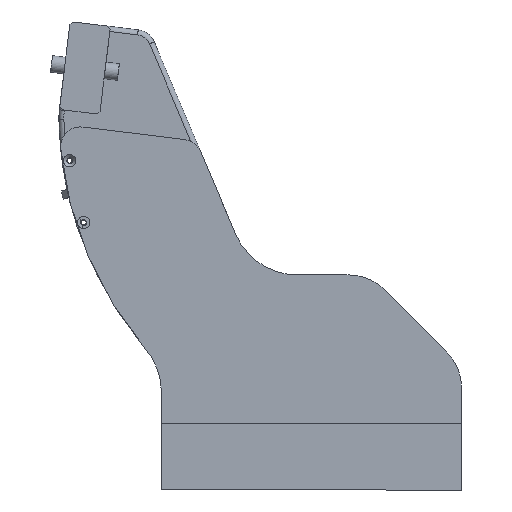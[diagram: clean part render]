
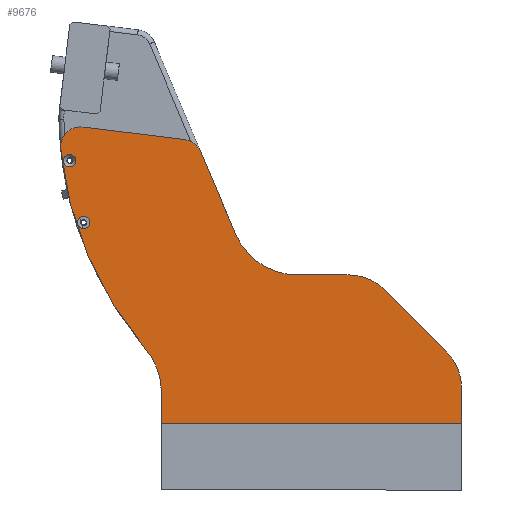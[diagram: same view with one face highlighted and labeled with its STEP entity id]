
A CAD part, left-side view. The second image highlights one B-rep face of the part: STEP entity #9676.
In plain terms, the highlighted planar face has unit normal (-1, 0, 0).
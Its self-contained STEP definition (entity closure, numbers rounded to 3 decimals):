
#218=FACE_BOUND('',#1366,.T.);
#219=FACE_BOUND('',#1367,.T.);
#374=PLANE('',#10489);
#777=FACE_OUTER_BOUND('',#1365,.T.);
#1365=EDGE_LOOP('',(#6935,#6936,#6937,#6938,#6939,#6940,#6941,#6942,#6943,
#6944,#6945,#6946,#6947,#6948));
#1366=EDGE_LOOP('',(#6949));
#1367=EDGE_LOOP('',(#6950));
#2049=LINE('',#14637,#3040);
#2053=LINE('',#14646,#3044);
#2056=LINE('',#14654,#3047);
#2067=LINE('',#14682,#3058);
#2087=LINE('',#14733,#3078);
#2103=LINE('',#14771,#3094);
#2104=LINE('',#14775,#3095);
#3040=VECTOR('',#11609,10.);
#3044=VECTOR('',#11619,10.);
#3047=VECTOR('',#11628,10.);
#3058=VECTOR('',#11653,10.);
#3078=VECTOR('',#11699,10.);
#3094=VECTOR('',#11733,10.);
#3095=VECTOR('',#11736,10.);
#4015=CIRCLE('',#10456,40.);
#4016=CIRCLE('',#10459,12.);
#4017=CIRCLE('',#10462,12.);
#4018=CIRCLE('',#10464,220.);
#4019=CIRCLE('',#10466,40.);
#4028=CIRCLE('',#10488,3.7);
#4029=CIRCLE('',#10490,30.);
#4030=CIRCLE('',#10491,30.);
#4031=CIRCLE('',#10492,3.7);
#4433=VERTEX_POINT('',#14634);
#4434=VERTEX_POINT('',#14636);
#4435=VERTEX_POINT('',#14640);
#4436=VERTEX_POINT('',#14644);
#4437=VERTEX_POINT('',#14648);
#4438=VERTEX_POINT('',#14652);
#4439=VERTEX_POINT('',#14656);
#4440=VERTEX_POINT('',#14660);
#4441=VERTEX_POINT('',#14664);
#4448=VERTEX_POINT('',#14680);
#4466=VERTEX_POINT('',#14731);
#4478=VERTEX_POINT('',#14766);
#4479=VERTEX_POINT('',#14770);
#4480=VERTEX_POINT('',#14772);
#4481=VERTEX_POINT('',#14774);
#4482=VERTEX_POINT('',#14777);
#5371=EDGE_CURVE('',#4433,#4434,#2049,.T.);
#5374=EDGE_CURVE('',#4435,#4433,#4015,.T.);
#5376=EDGE_CURVE('',#4436,#4435,#2053,.T.);
#5378=EDGE_CURVE('',#4437,#4436,#4016,.T.);
#5380=EDGE_CURVE('',#4437,#4438,#2056,.T.);
#5382=EDGE_CURVE('',#4439,#4438,#4017,.T.);
#5384=EDGE_CURVE('',#4439,#4440,#4018,.T.);
#5386=EDGE_CURVE('',#4441,#4440,#4019,.T.);
#5394=EDGE_CURVE('',#4448,#4441,#2067,.T.);
#5420=EDGE_CURVE('',#4448,#4466,#2087,.T.);
#5437=EDGE_CURVE('',#4478,#4478,#4028,.T.);
#5439=EDGE_CURVE('',#4466,#4479,#2103,.T.);
#5440=EDGE_CURVE('',#4480,#4479,#4029,.T.);
#5441=EDGE_CURVE('',#4481,#4480,#2104,.T.);
#5442=EDGE_CURVE('',#4434,#4481,#4030,.T.);
#5443=EDGE_CURVE('',#4482,#4482,#4031,.T.);
#6935=ORIENTED_EDGE('',*,*,#5378,.F.);
#6936=ORIENTED_EDGE('',*,*,#5380,.T.);
#6937=ORIENTED_EDGE('',*,*,#5382,.F.);
#6938=ORIENTED_EDGE('',*,*,#5384,.T.);
#6939=ORIENTED_EDGE('',*,*,#5386,.F.);
#6940=ORIENTED_EDGE('',*,*,#5394,.F.);
#6941=ORIENTED_EDGE('',*,*,#5420,.T.);
#6942=ORIENTED_EDGE('',*,*,#5439,.T.);
#6943=ORIENTED_EDGE('',*,*,#5440,.F.);
#6944=ORIENTED_EDGE('',*,*,#5441,.F.);
#6945=ORIENTED_EDGE('',*,*,#5442,.F.);
#6946=ORIENTED_EDGE('',*,*,#5371,.F.);
#6947=ORIENTED_EDGE('',*,*,#5374,.F.);
#6948=ORIENTED_EDGE('',*,*,#5376,.F.);
#6949=ORIENTED_EDGE('',*,*,#5443,.F.);
#6950=ORIENTED_EDGE('',*,*,#5437,.F.);
#9676=ADVANCED_FACE('',(#777,#218,#219),#374,.T.);
#10456=AXIS2_PLACEMENT_3D('',#14642,#11614,#11615);
#10459=AXIS2_PLACEMENT_3D('',#14650,#11623,#11624);
#10462=AXIS2_PLACEMENT_3D('',#14658,#11632,#11633);
#10464=AXIS2_PLACEMENT_3D('',#14662,#11637,#11638);
#10466=AXIS2_PLACEMENT_3D('',#14666,#11642,#11643);
#10488=AXIS2_PLACEMENT_3D('',#14767,#11728,#11729);
#10489=AXIS2_PLACEMENT_3D('',#14769,#11731,#11732);
#10490=AXIS2_PLACEMENT_3D('',#14773,#11734,#11735);
#10491=AXIS2_PLACEMENT_3D('',#14776,#11737,#11738);
#10492=AXIS2_PLACEMENT_3D('',#14778,#11739,#11740);
#11609=DIRECTION('',(0.,-1.,0.));
#11614=DIRECTION('center_axis',(-1.,0.,0.));
#11615=DIRECTION('ref_axis',(0.,0.552,-0.834));
#11619=DIRECTION('',(0.,-0.391,-0.921));
#11623=DIRECTION('center_axis',(1.,0.,0.));
#11624=DIRECTION('ref_axis',(0.,-0.602,0.799));
#11628=DIRECTION('',(0.,0.993,0.122));
#11632=DIRECTION('center_axis',(1.,0.,0.));
#11633=DIRECTION('ref_axis',(0.,0.699,0.715));
#11637=DIRECTION('center_axis',(-1.,0.,0.));
#11638=DIRECTION('ref_axis',(0.,0.969,0.247));
#11642=DIRECTION('center_axis',(-1.,0.,0.));
#11643=DIRECTION('ref_axis',(0.,-0.939,0.344));
#11653=DIRECTION('',(0.,0.,1.));
#11699=DIRECTION('',(0.,-1.,0.));
#11728=DIRECTION('center_axis',(-1.,0.,0.));
#11729=DIRECTION('ref_axis',(0.,1.,0.));
#11731=DIRECTION('center_axis',(-1.,0.,0.));
#11732=DIRECTION('ref_axis',(0.,-1.,0.));
#11733=DIRECTION('',(0.,0.,1.));
#11734=DIRECTION('center_axis',(1.,0.,0.));
#11735=DIRECTION('ref_axis',(0.,-0.924,0.383));
#11736=DIRECTION('',(0.,-0.707,-0.707));
#11737=DIRECTION('center_axis',(1.,0.,0.));
#11738=DIRECTION('ref_axis',(0.,-0.383,0.924));
#11739=DIRECTION('center_axis',(-1.,0.,0.));
#11740=DIRECTION('ref_axis',(0.,1.,0.));
#14634=CARTESIAN_POINT('',(-47.,8.525,89.));
#14636=CARTESIAN_POINT('',(-47.,-22.574,89.));
#14637=CARTESIAN_POINT('',(-47.,35.,89.));
#14640=CARTESIAN_POINT('',(-47.,45.345,113.371));
#14642=CARTESIAN_POINT('Origin',(-47.,8.525,129.));
#14644=CARTESIAN_POINT('',(-47.,66.398,162.969));
#14646=CARTESIAN_POINT('',(-47.,97.009,235.083));
#14648=CARTESIAN_POINT('',(-47.,75.982,170.191));
#14650=CARTESIAN_POINT('Origin',(-47.,77.444,158.281));
#14652=CARTESIAN_POINT('',(-47.,136.976,177.68));
#14654=CARTESIAN_POINT('',(-47.,69.155,169.353));
#14656=CARTESIAN_POINT('',(-47.,150.378,164.571));
#14658=CARTESIAN_POINT('Origin',(-47.,138.438,165.77));
#14660=CARTESIAN_POINT('',(-47.,99.458,44.482));
#14662=CARTESIAN_POINT('Origin',(-47.,-68.521,186.548));
#14664=CARTESIAN_POINT('',(-47.,90.,18.652));
#14666=CARTESIAN_POINT('Origin',(-47.,130.,18.652));
#14680=CARTESIAN_POINT('',(-47.,90.,0.));
#14682=CARTESIAN_POINT('',(-47.,90.,0.));
#14731=CARTESIAN_POINT('',(-47.,-90.,0.));
#14733=CARTESIAN_POINT('',(-47.,90.,0.));
#14766=CARTESIAN_POINT('',(-47.,132.825,120.368));
#14767=CARTESIAN_POINT('Origin',(-47.,136.525,120.368));
#14769=CARTESIAN_POINT('Origin',(-47.,90.,0.));
#14770=CARTESIAN_POINT('',(-47.,-90.,21.574));
#14771=CARTESIAN_POINT('',(-47.,-90.,0.));
#14772=CARTESIAN_POINT('',(-47.,-81.213,42.787));
#14773=CARTESIAN_POINT('Origin',(-47.,-60.,21.574));
#14774=CARTESIAN_POINT('',(-47.,-43.787,80.213));
#14775=CARTESIAN_POINT('',(-47.,-35.,89.));
#14776=CARTESIAN_POINT('Origin',(-47.,-22.574,59.));
#14777=CARTESIAN_POINT('',(-47.,141.271,157.482));
#14778=CARTESIAN_POINT('Origin',(-47.,144.971,157.482));
